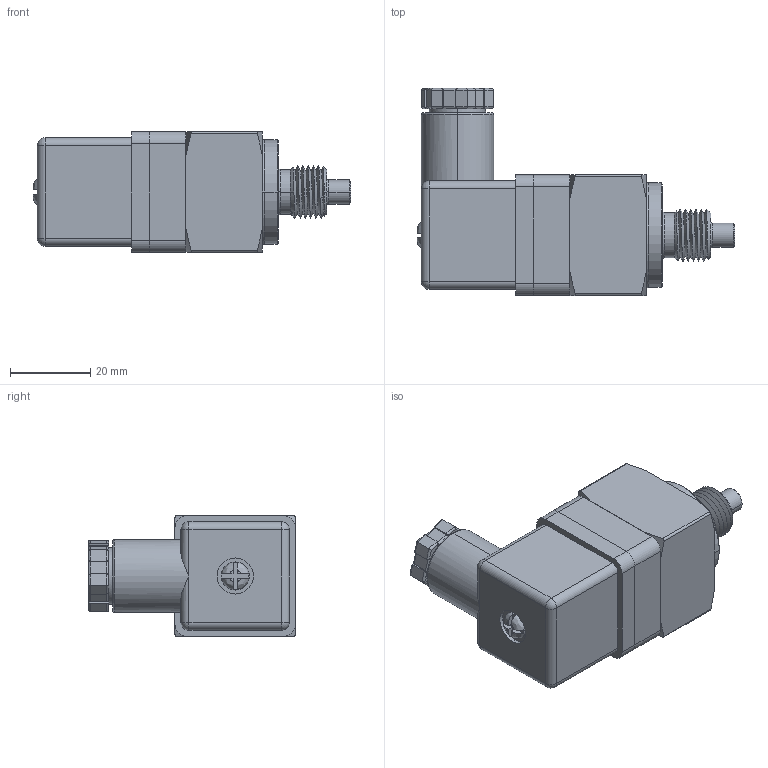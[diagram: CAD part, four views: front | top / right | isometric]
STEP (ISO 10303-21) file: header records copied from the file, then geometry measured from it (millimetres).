
FILE_DESCRIPTION (( 'STEP AP203' ), '1' );
FILE_NAME ('TC110-G14M-3D.STEP', '2021-10-09T08:34:46', ( '' ), ( '' ), 'SwSTEP 2.0', 'SolidWorks 2018', '' );
FILE_SCHEMA (( 'CONFIG_CONTROL_DESIGN' ));
Length unit declared in the file: millimetre
Products named in the file (6): TC110-G14M-3D; FX-HSM-AV03-20210420_ASM.stp; FX-HSM-20210420.stp; TC110-G14M-3D.stp; AV03.stp; TC110-G14M-CU-3D.stp
Assembly tree (5 placements, depth 4):
  TC110-G14M-3D
    TC110-G14M-3D.stp
      FX-HSM-AV03-20210420_ASM.stp
        FX-HSM-20210420.stp
        AV03.stp
      TC110-G14M-CU-3D.stp
Bounding box: 79 x 51.5 x 30 mm (x, y, z)
Volume: 31918.4 mm3; surface area: 16342.6 mm2
Topology: 2 solids, 8 shells, 297 faces, 712 edges, 435 vertices
Faces by surface type: cylinder 141, plane 93, cone 39, torus 10, bspline 10, sphere 4
Entity records: 12055 total; most frequent: CARTESIAN_POINT 4782, ORIENTED_EDGE 1384, DIRECTION 1343, EDGE_CURVE 700, AXIS2_PLACEMENT_3D 508, VERTEX_POINT 435, EDGE_LOOP 331, LINE 327
